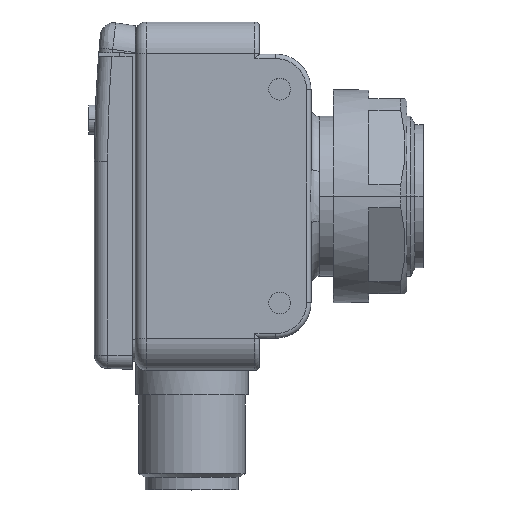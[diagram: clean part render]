
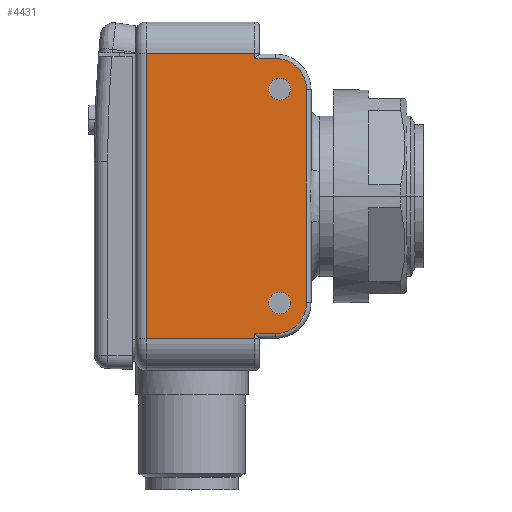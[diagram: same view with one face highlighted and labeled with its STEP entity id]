
A CAD part, top view. The second image highlights one B-rep face of the part: STEP entity #4431.
In plain terms, the highlighted planar face has unit normal (0, 0, 1).
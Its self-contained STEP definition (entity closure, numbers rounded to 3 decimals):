
#25 = AXIS2_PLACEMENT_3D ( 'NONE', #2885, #3313, #4911 ) ;
#44 = EDGE_CURVE ( 'NONE', #3515, #766, #1647, .T. ) ;
#50 = CARTESIAN_POINT ( 'NONE',  ( 7.1, -15.5, 10. ) ) ;
#123 = EDGE_LOOP ( 'NONE', ( #5237, #6161, #236, #3283, #2578, #5885, #4749, #5754, #2342, #527 ) ) ;
#148 = DIRECTION ( 'NONE',  ( -1., 0., 0. ) ) ;
#150 = CARTESIAN_POINT ( 'NONE',  ( 0., -15.5, 10. ) ) ;
#169 = EDGE_CURVE ( 'NONE', #529, #1983, #3370, .T. ) ;
#236 = ORIENTED_EDGE ( 'NONE', *, *, #988, .T. ) ;
#333 = CARTESIAN_POINT ( 'NONE',  ( 0., 16.075, 10. ) ) ;
#402 = CIRCLE ( 'NONE', #3345, 1.229 ) ;
#435 = CARTESIAN_POINT ( 'NONE',  ( 12.925, 0., 10. ) ) ;
#499 = DIRECTION ( 'NONE',  ( 1., 0., 0. ) ) ;
#527 = ORIENTED_EDGE ( 'NONE', *, *, #5083, .T. ) ;
#529 = VERTEX_POINT ( 'NONE', #6002 ) ;
#594 = CARTESIAN_POINT ( 'NONE',  ( 8.671, -12.05, 10. ) ) ;
#596 = CARTESIAN_POINT ( 'NONE',  ( -5.15, 0., 10. ) ) ;
#629 = DIRECTION ( 'NONE',  ( 1., 0., 0. ) ) ;
#637 = AXIS2_PLACEMENT_3D ( 'NONE', #4455, #1848, #499 ) ;
#658 = EDGE_CURVE ( 'NONE', #4984, #529, #1884, .T. ) ;
#695 = DIRECTION ( 'NONE',  ( 0., 0., -1. ) ) ;
#708 = DIRECTION ( 'NONE',  ( 1., 0., 0. ) ) ;
#766 = VERTEX_POINT ( 'NONE', #4303 ) ;
#802 = DIRECTION ( 'NONE',  ( 0., 0., 1. ) ) ;
#809 = FACE_OUTER_BOUND ( 'NONE', #123, .T. ) ;
#824 = LINE ( 'NONE', #435, #1523 ) ;
#988 = EDGE_CURVE ( 'NONE', #1983, #5830, #5328, .T. ) ;
#1126 = DIRECTION ( 'NONE',  ( -1., 0., 0. ) ) ;
#1188 = DIRECTION ( 'NONE',  ( 0., 0., 1. ) ) ;
#1294 = CARTESIAN_POINT ( 'NONE',  ( 12.925, -12., 10. ) ) ;
#1309 = ORIENTED_EDGE ( 'NONE', *, *, #5494, .F. ) ;
#1340 = DIRECTION ( 'NONE',  ( -1., 0., 0. ) ) ;
#1354 = FACE_BOUND ( 'NONE', #5381, .T. ) ;
#1372 = DIRECTION ( 'NONE',  ( 0., 1., 0. ) ) ;
#1446 = EDGE_CURVE ( 'NONE', #4550, #3138, #4006, .T. ) ;
#1463 = CIRCLE ( 'NONE', #25, 1.229 ) ;
#1468 = VECTOR ( 'NONE', #1340, 1000. ) ;
#1479 = EDGE_CURVE ( 'NONE', #766, #3515, #1463, .T. ) ;
#1523 = VECTOR ( 'NONE', #1372, 1000. ) ;
#1647 = CIRCLE ( 'NONE', #637, 1.229 ) ;
#1848 = DIRECTION ( 'NONE',  ( 0., 0., 1. ) ) ;
#1884 = LINE ( 'NONE', #5677, #4725 ) ;
#1959 = CARTESIAN_POINT ( 'NONE',  ( 7.1, 0., 10. ) ) ;
#1983 = VERTEX_POINT ( 'NONE', #2998 ) ;
#2047 = VECTOR ( 'NONE', #3630, 1000. ) ;
#2156 = CIRCLE ( 'NONE', #5261, 3.5 ) ;
#2167 = DIRECTION ( 'NONE',  ( 0., 0., 1. ) ) ;
#2342 = ORIENTED_EDGE ( 'NONE', *, *, #3127, .T. ) ;
#2382 = VECTOR ( 'NONE', #629, 1000. ) ;
#2419 = CARTESIAN_POINT ( 'NONE',  ( 12.925, 12., 10. ) ) ;
#2448 = AXIS2_PLACEMENT_3D ( 'NONE', #6063, #695, #1126 ) ;
#2456 = FACE_BOUND ( 'NONE', #3913, .T. ) ;
#2578 = ORIENTED_EDGE ( 'NONE', *, *, #1446, .T. ) ;
#2633 = LINE ( 'NONE', #596, #5604 ) ;
#2719 = CARTESIAN_POINT ( 'NONE',  ( 7.1, 0., 10. ) ) ;
#2754 = AXIS2_PLACEMENT_3D ( 'NONE', #4229, #1188, #708 ) ;
#2885 = CARTESIAN_POINT ( 'NONE',  ( 9.9, 12.05, 10. ) ) ;
#2922 = CARTESIAN_POINT ( 'NONE',  ( 7.1, -16.075, 10. ) ) ;
#2948 = VERTEX_POINT ( 'NONE', #50 ) ;
#2998 = CARTESIAN_POINT ( 'NONE',  ( 7.1, 16.075, 10. ) ) ;
#3021 = ORIENTED_EDGE ( 'NONE', *, *, #5145, .F. ) ;
#3088 = CARTESIAN_POINT ( 'NONE',  ( 9.425, -12., 10. ) ) ;
#3111 = VERTEX_POINT ( 'NONE', #2419 ) ;
#3127 = EDGE_CURVE ( 'NONE', #4188, #3111, #824, .T. ) ;
#3138 = VERTEX_POINT ( 'NONE', #2922 ) ;
#3235 = VECTOR ( 'NONE', #3753, 1000. ) ;
#3259 = EDGE_CURVE ( 'NONE', #5830, #4550, #2633, .T. ) ;
#3283 = ORIENTED_EDGE ( 'NONE', *, *, #3259, .T. ) ;
#3313 = DIRECTION ( 'NONE',  ( 0., 0., 1. ) ) ;
#3345 = AXIS2_PLACEMENT_3D ( 'NONE', #4776, #802, #5257 ) ;
#3370 = LINE ( 'NONE', #1959, #2047 ) ;
#3411 = AXIS2_PLACEMENT_3D ( 'NONE', #5684, #2167, #6196 ) ;
#3515 = VERTEX_POINT ( 'NONE', #3843 ) ;
#3602 = DIRECTION ( 'NONE',  ( -1., 0., 0. ) ) ;
#3616 = DIRECTION ( 'NONE',  ( 0., -1., 0. ) ) ;
#3630 = DIRECTION ( 'NONE',  ( 0., 1., 0. ) ) ;
#3680 = ORIENTED_EDGE ( 'NONE', *, *, #44, .F. ) ;
#3753 = DIRECTION ( 'NONE',  ( 0., 1., 0. ) ) ;
#3801 = CARTESIAN_POINT ( 'NONE',  ( -5.15, -16.075, 10. ) ) ;
#3843 = CARTESIAN_POINT ( 'NONE',  ( 8.671, 12.05, 10. ) ) ;
#3901 = EDGE_CURVE ( 'NONE', #2948, #6528, #5067, .T. ) ;
#3913 = EDGE_LOOP ( 'NONE', ( #5094, #3680 ) ) ;
#4006 = LINE ( 'NONE', #5738, #6013 ) ;
#4037 = DIRECTION ( 'NONE',  ( 0., 0., 1. ) ) ;
#4188 = VERTEX_POINT ( 'NONE', #1294 ) ;
#4229 = CARTESIAN_POINT ( 'NONE',  ( 9.9, -12.05, 10. ) ) ;
#4288 = DIRECTION ( 'NONE',  ( 1., 0., 0. ) ) ;
#4303 = CARTESIAN_POINT ( 'NONE',  ( 11.13, 12.05, 10. ) ) ;
#4339 = EDGE_CURVE ( 'NONE', #6528, #4188, #2156, .T. ) ;
#4431 = ADVANCED_FACE ( 'NONE', ( #1354, #2456, #809 ), #4583, .F. ) ;
#4455 = CARTESIAN_POINT ( 'NONE',  ( 9.9, 12.05, 10. ) ) ;
#4484 = CARTESIAN_POINT ( 'NONE',  ( 9.425, -15.5, 10. ) ) ;
#4550 = VERTEX_POINT ( 'NONE', #3801 ) ;
#4583 = PLANE ( 'NONE',  #2448 ) ;
#4725 = VECTOR ( 'NONE', #148, 1000. ) ;
#4749 = ORIENTED_EDGE ( 'NONE', *, *, #3901, .T. ) ;
#4776 = CARTESIAN_POINT ( 'NONE',  ( 9.9, -12.05, 10. ) ) ;
#4911 = DIRECTION ( 'NONE',  ( 1., 0., 0. ) ) ;
#4984 = VERTEX_POINT ( 'NONE', #5103 ) ;
#5004 = VERTEX_POINT ( 'NONE', #594 ) ;
#5054 = CIRCLE ( 'NONE', #3411, 3.5 ) ;
#5067 = LINE ( 'NONE', #150, #2382 ) ;
#5083 = EDGE_CURVE ( 'NONE', #3111, #4984, #5054, .T. ) ;
#5094 = ORIENTED_EDGE ( 'NONE', *, *, #1479, .F. ) ;
#5103 = CARTESIAN_POINT ( 'NONE',  ( 9.425, 15.5, 10. ) ) ;
#5145 = EDGE_CURVE ( 'NONE', #5004, #5555, #5268, .T. ) ;
#5199 = CARTESIAN_POINT ( 'NONE',  ( -5.15, 16.075, 10. ) ) ;
#5237 = ORIENTED_EDGE ( 'NONE', *, *, #658, .T. ) ;
#5257 = DIRECTION ( 'NONE',  ( 1., 0., 0. ) ) ;
#5261 = AXIS2_PLACEMENT_3D ( 'NONE', #3088, #4037, #3602 ) ;
#5268 = CIRCLE ( 'NONE', #2754, 1.229 ) ;
#5328 = LINE ( 'NONE', #333, #1468 ) ;
#5381 = EDGE_LOOP ( 'NONE', ( #1309, #3021 ) ) ;
#5494 = EDGE_CURVE ( 'NONE', #5555, #5004, #402, .T. ) ;
#5555 = VERTEX_POINT ( 'NONE', #5792 ) ;
#5604 = VECTOR ( 'NONE', #3616, 1000. ) ;
#5677 = CARTESIAN_POINT ( 'NONE',  ( 0., 15.5, 10. ) ) ;
#5684 = CARTESIAN_POINT ( 'NONE',  ( 9.425, 12., 10. ) ) ;
#5738 = CARTESIAN_POINT ( 'NONE',  ( 0., -16.075, 10. ) ) ;
#5754 = ORIENTED_EDGE ( 'NONE', *, *, #4339, .T. ) ;
#5792 = CARTESIAN_POINT ( 'NONE',  ( 11.13, -12.05, 10. ) ) ;
#5830 = VERTEX_POINT ( 'NONE', #5199 ) ;
#5885 = ORIENTED_EDGE ( 'NONE', *, *, #6270, .T. ) ;
#6002 = CARTESIAN_POINT ( 'NONE',  ( 7.1, 15.5, 10. ) ) ;
#6013 = VECTOR ( 'NONE', #4288, 1000. ) ;
#6063 = CARTESIAN_POINT ( 'NONE',  ( 0., 0., 10. ) ) ;
#6161 = ORIENTED_EDGE ( 'NONE', *, *, #169, .T. ) ;
#6196 = DIRECTION ( 'NONE',  ( -1., 0., 0. ) ) ;
#6270 = EDGE_CURVE ( 'NONE', #3138, #2948, #6441, .T. ) ;
#6441 = LINE ( 'NONE', #2719, #3235 ) ;
#6528 = VERTEX_POINT ( 'NONE', #4484 ) ;
